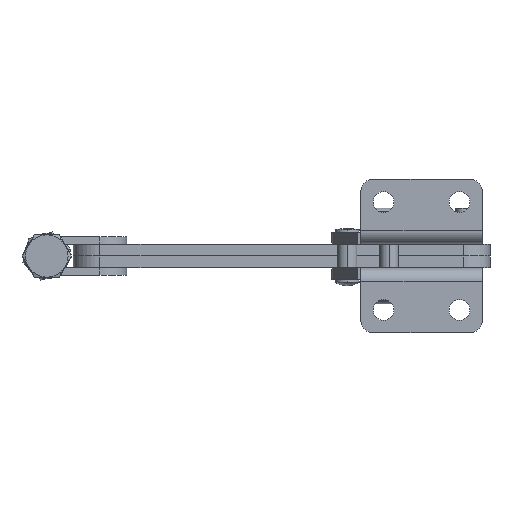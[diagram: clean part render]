
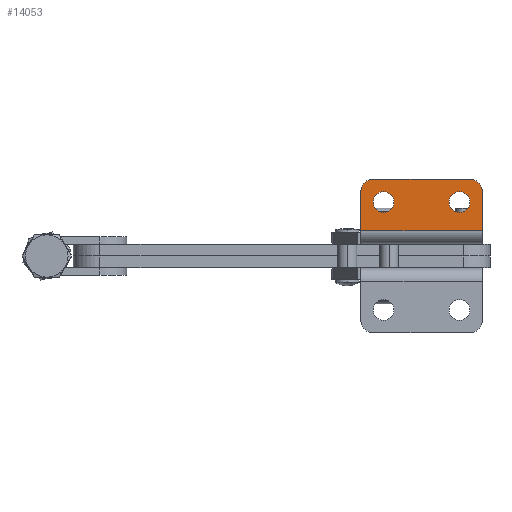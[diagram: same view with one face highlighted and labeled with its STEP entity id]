
A CAD part, front view. The second image highlights one B-rep face of the part: STEP entity #14053.
In plain terms, the highlighted planar face has unit normal (0, -1, 0).
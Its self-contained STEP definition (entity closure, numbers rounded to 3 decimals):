
#92 = DIRECTION ( 'NONE',  ( 0., 0., -1. ) ) ;
#93 = DIRECTION ( 'NONE',  ( 0., -1., 0. ) ) ;
#94 = CARTESIAN_POINT ( 'NONE',  ( 9.5, -5., 12.6 ) ) ;
#103 = DIRECTION ( 'NONE',  ( 0., 0., -1. ) ) ;
#104 = DIRECTION ( 'NONE',  ( 0., -1., 0. ) ) ;
#105 = CARTESIAN_POINT ( 'NONE',  ( 41.3, -5., 12.6 ) ) ;
#610 = CARTESIAN_POINT ( 'NONE',  ( 50.8, -5., 17.1 ) ) ;
#617 = CARTESIAN_POINT ( 'NONE',  ( 0., -5., 0.5 ) ) ;
#622 = CARTESIAN_POINT ( 'NONE',  ( 50.8, -5., 0.5 ) ) ;
#624 = CARTESIAN_POINT ( 'NONE',  ( 45.8, -5., 22.1 ) ) ;
#625 = CARTESIAN_POINT ( 'NONE',  ( 5., -5., 22.1 ) ) ;
#626 = CARTESIAN_POINT ( 'NONE',  ( 0., -5., 17.1 ) ) ;
#1475 = FACE_BOUND ( 'NONE', #2329, .T. ) ;
#1477 = FACE_OUTER_BOUND ( 'NONE', #2333, .T. ) ;
#1481 = FACE_BOUND ( 'NONE', #2335, .T. ) ;
#2329 = EDGE_LOOP ( 'NONE', ( #6312, #6314 ) ) ;
#2333 = EDGE_LOOP ( 'NONE', ( #6320, #6322, #6325, #6327, #6329, #6331 ) ) ;
#2335 = EDGE_LOOP ( 'NONE', ( #6316, #6318 ) ) ;
#2921 = CIRCLE ( 'NONE', #5026, 4.35 ) ;
#2929 = CIRCLE ( 'NONE', #5031, 4.35 ) ;
#3055 = LINE ( 'NONE', #24878, #3057 ) ;
#3056 = CIRCLE ( 'NONE', #5101, 4.35 ) ;
#3057 = VECTOR ( 'NONE', #24876, 1000. ) ;
#3058 = CIRCLE ( 'NONE', #5099, 4.35 ) ;
#3060 = LINE ( 'NONE', #24885, #3063 ) ;
#3061 = CIRCLE ( 'NONE', #5106, 5. ) ;
#3062 = CIRCLE ( 'NONE', #5104, 5. ) ;
#3063 = VECTOR ( 'NONE', #24886, 1000. ) ;
#3064 = LINE ( 'NONE', #24891, #3066 ) ;
#3065 = LINE ( 'NONE', #24896, #3069 ) ;
#3066 = VECTOR ( 'NONE', #24890, 1000. ) ;
#3069 = VECTOR ( 'NONE', #24895, 1000. ) ;
#3556 = CARTESIAN_POINT ( 'NONE',  ( 41.3, -5., 16.95 ) ) ;
#3557 = CARTESIAN_POINT ( 'NONE',  ( 41.3, -5., 8.25 ) ) ;
#3577 = CARTESIAN_POINT ( 'NONE',  ( 9.5, -5., 16.95 ) ) ;
#3580 = CARTESIAN_POINT ( 'NONE',  ( 9.5, -5., 8.25 ) ) ;
#4332 = EDGE_CURVE ( 'NONE', #30545, #30546, #2921, .T. ) ;
#4336 = EDGE_CURVE ( 'NONE', #30568, #30571, #2929, .T. ) ;
#4450 = EDGE_CURVE ( 'NONE', #14409, #14404, #3055, .T. ) ;
#4454 = EDGE_CURVE ( 'NONE', #30546, #30545, #3058, .T. ) ;
#4456 = EDGE_CURVE ( 'NONE', #30571, #30568, #3056, .T. ) ;
#4459 = EDGE_CURVE ( 'NONE', #14409, #14403, #3060, .T. ) ;
#4461 = EDGE_CURVE ( 'NONE', #14403, #14411, #3062, .T. ) ;
#4463 = EDGE_CURVE ( 'NONE', #14411, #14412, #3064, .T. ) ;
#4465 = EDGE_CURVE ( 'NONE', #14412, #14413, #3061, .T. ) ;
#4467 = EDGE_CURVE ( 'NONE', #14413, #14404, #3065, .T. ) ;
#5026 = AXIS2_PLACEMENT_3D ( 'NONE', #105, #104, #103 ) ;
#5031 = AXIS2_PLACEMENT_3D ( 'NONE', #94, #93, #92 ) ;
#5099 = AXIS2_PLACEMENT_3D ( 'NONE', #24882, #24883, #24884 ) ;
#5101 = AXIS2_PLACEMENT_3D ( 'NONE', #24887, #24888, #24889 ) ;
#5104 = AXIS2_PLACEMENT_3D ( 'NONE', #24892, #24893, #24894 ) ;
#5106 = AXIS2_PLACEMENT_3D ( 'NONE', #24897, #24898, #24899 ) ;
#5828 = AXIS2_PLACEMENT_3D ( 'NONE', #13425, #13423, #13428 ) ;
#6312 = ORIENTED_EDGE ( 'NONE', *, *, #4332, .F. ) ;
#6314 = ORIENTED_EDGE ( 'NONE', *, *, #4454, .F. ) ;
#6316 = ORIENTED_EDGE ( 'NONE', *, *, #4336, .F. ) ;
#6318 = ORIENTED_EDGE ( 'NONE', *, *, #4456, .F. ) ;
#6320 = ORIENTED_EDGE ( 'NONE', *, *, #4450, .F. ) ;
#6322 = ORIENTED_EDGE ( 'NONE', *, *, #4459, .T. ) ;
#6325 = ORIENTED_EDGE ( 'NONE', *, *, #4461, .T. ) ;
#6327 = ORIENTED_EDGE ( 'NONE', *, *, #4463, .T. ) ;
#6329 = ORIENTED_EDGE ( 'NONE', *, *, #4465, .T. ) ;
#6331 = ORIENTED_EDGE ( 'NONE', *, *, #4467, .T. ) ;
#13423 = DIRECTION ( 'NONE',  ( 0., 1., 0. ) ) ;
#13425 = CARTESIAN_POINT ( 'NONE',  ( 5., -5., 17.1 ) ) ;
#13426 = PLANE ( 'NONE',  #5828 ) ;
#13428 = DIRECTION ( 'NONE',  ( 0., 0., 1. ) ) ;
#14053 = ADVANCED_FACE ( 'NONE', ( #1475, #1481, #1477 ), #13426, .F. ) ;
#14403 = VERTEX_POINT ( 'NONE', #610 ) ;
#14404 = VERTEX_POINT ( 'NONE', #617 ) ;
#14409 = VERTEX_POINT ( 'NONE', #622 ) ;
#14411 = VERTEX_POINT ( 'NONE', #624 ) ;
#14412 = VERTEX_POINT ( 'NONE', #625 ) ;
#14413 = VERTEX_POINT ( 'NONE', #626 ) ;
#24876 = DIRECTION ( 'NONE',  ( -1., 0., 0. ) ) ;
#24878 = CARTESIAN_POINT ( 'NONE',  ( 5., -5., 0.5 ) ) ;
#24882 = CARTESIAN_POINT ( 'NONE',  ( 41.3, -5., 12.6 ) ) ;
#24883 = DIRECTION ( 'NONE',  ( 0., -1., 0. ) ) ;
#24884 = DIRECTION ( 'NONE',  ( 0., 0., -1. ) ) ;
#24885 = CARTESIAN_POINT ( 'NONE',  ( 50.8, -5., 17.1 ) ) ;
#24886 = DIRECTION ( 'NONE',  ( 0., 0., 1. ) ) ;
#24887 = CARTESIAN_POINT ( 'NONE',  ( 9.5, -5., 12.6 ) ) ;
#24888 = DIRECTION ( 'NONE',  ( 0., -1., 0. ) ) ;
#24889 = DIRECTION ( 'NONE',  ( 0., 0., -1. ) ) ;
#24890 = DIRECTION ( 'NONE',  ( -1., 0., 0. ) ) ;
#24891 = CARTESIAN_POINT ( 'NONE',  ( 5., -5., 22.1 ) ) ;
#24892 = CARTESIAN_POINT ( 'NONE',  ( 45.8, -5., 17.1 ) ) ;
#24893 = DIRECTION ( 'NONE',  ( 0., -1., 0. ) ) ;
#24894 = DIRECTION ( 'NONE',  ( 0., 0., 1. ) ) ;
#24895 = DIRECTION ( 'NONE',  ( 0., 0., -1. ) ) ;
#24896 = CARTESIAN_POINT ( 'NONE',  ( 0., -5., 0. ) ) ;
#24897 = CARTESIAN_POINT ( 'NONE',  ( 5., -5., 17.1 ) ) ;
#24898 = DIRECTION ( 'NONE',  ( 0., -1., 0. ) ) ;
#24899 = DIRECTION ( 'NONE',  ( 0., 0., 1. ) ) ;
#30545 = VERTEX_POINT ( 'NONE', #3556 ) ;
#30546 = VERTEX_POINT ( 'NONE', #3557 ) ;
#30568 = VERTEX_POINT ( 'NONE', #3577 ) ;
#30571 = VERTEX_POINT ( 'NONE', #3580 ) ;
